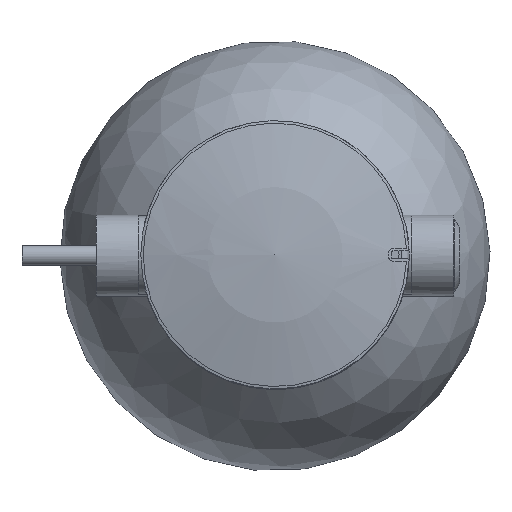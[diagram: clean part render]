
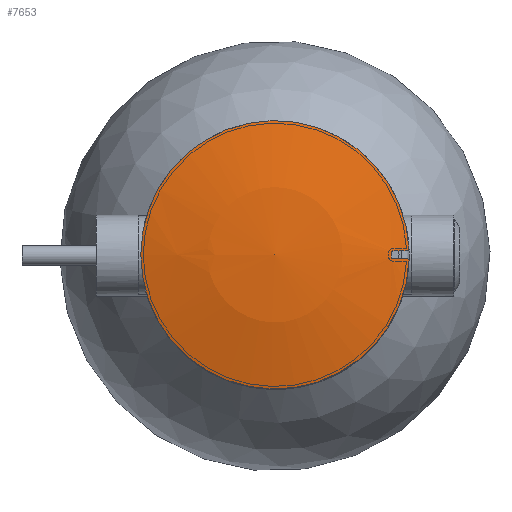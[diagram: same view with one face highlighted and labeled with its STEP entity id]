
A CAD part, top view. The second image highlights one B-rep face of the part: STEP entity #7653.
In plain terms, the highlighted spherical face has radius 1020.71 mm.
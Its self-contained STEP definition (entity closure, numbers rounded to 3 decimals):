
#282=SPHERICAL_SURFACE('',#9795,1020.714);
#357=B_SPLINE_CURVE_WITH_KNOTS('',3,(#15010,#15011,#15012,#15013,#15014),
 .UNSPECIFIED.,.F.,.F.,(4,1,4),(0.,0.002,0.005),
 .UNSPECIFIED.);
#358=B_SPLINE_CURVE_WITH_KNOTS('',3,(#15015,#15016,#15017,#15018,#15019),
 .UNSPECIFIED.,.F.,.F.,(4,1,4),(0.,0.002,0.005),
 .UNSPECIFIED.);
#359=B_SPLINE_CURVE_WITH_KNOTS('',3,(#15023,#15024,#15025,#15026,#15027),
 .UNSPECIFIED.,.F.,.F.,(4,1,4),(0.,0.002,0.005),
 .UNSPECIFIED.);
#360=B_SPLINE_CURVE_WITH_KNOTS('',3,(#15031,#15032,#15033,#15034,#15035),
 .UNSPECIFIED.,.F.,.F.,(4,1,4),(0.,0.002,0.005),
 .UNSPECIFIED.);
#2577=ORIENTED_EDGE('',*,*,#3996,.F.);
#2578=ORIENTED_EDGE('',*,*,#3997,.T.);
#2579=ORIENTED_EDGE('',*,*,#3993,.F.);
#2580=ORIENTED_EDGE('',*,*,#3998,.T.);
#2581=ORIENTED_EDGE('',*,*,#3999,.F.);
#2582=ORIENTED_EDGE('',*,*,#4000,.T.);
#2583=ORIENTED_EDGE('',*,*,#4001,.F.);
#2584=ORIENTED_EDGE('',*,*,#4002,.T.);
#3993=EDGE_CURVE('',#4820,#4821,#5315,.T.);
#3996=EDGE_CURVE('',#4822,#4823,#5316,.F.);
#3997=EDGE_CURVE('',#4822,#4821,#357,.T.);
#3998=EDGE_CURVE('',#4820,#4824,#358,.T.);
#3999=EDGE_CURVE('',#4825,#4824,#5317,.F.);
#4000=EDGE_CURVE('',#4825,#4826,#359,.T.);
#4001=EDGE_CURVE('',#4827,#4826,#5318,.F.);
#4002=EDGE_CURVE('',#4827,#4823,#360,.T.);
#4820=VERTEX_POINT('',#15002);
#4821=VERTEX_POINT('',#15003);
#4822=VERTEX_POINT('',#15008);
#4823=VERTEX_POINT('',#15009);
#4824=VERTEX_POINT('',#15020);
#4825=VERTEX_POINT('',#15022);
#4826=VERTEX_POINT('',#15028);
#4827=VERTEX_POINT('',#15030);
#5315=CIRCLE('',#9794,265.);
#5316=CIRCLE('',#9796,1020.708);
#5317=CIRCLE('',#9797,1020.708);
#5318=CIRCLE('',#9798,994.464);
#5926=EDGE_LOOP('',(#2577,#2578,#2579,#2580,#2581,#2582,#2583,#2584));
#6717=FACE_BOUND('',#5926,.T.);
#7653=ADVANCED_FACE('',(#6717),#282,.T.);
#9794=AXIS2_PLACEMENT_3D('',#15001,#11557,#11558);
#9795=AXIS2_PLACEMENT_3D('',#15006,#11561,#11562);
#9796=AXIS2_PLACEMENT_3D('',#15007,#11563,#11564);
#9797=AXIS2_PLACEMENT_3D('',#15021,#11565,#11566);
#9798=AXIS2_PLACEMENT_3D('',#15029,#11567,#11568);
#11557=DIRECTION('',(0.,0.,-1.));
#11558=DIRECTION('',(-1.,0.,0.));
#11561=DIRECTION('',(0.,0.,-1.));
#11562=DIRECTION('',(-1.,0.,0.));
#11563=DIRECTION('',(-0.017,1.,0.));
#11564=DIRECTION('',(-1.,-0.017,0.));
#11565=DIRECTION('',(-0.017,-1.,0.));
#11566=DIRECTION('',(1.,-0.017,0.));
#11567=DIRECTION('',(-1.,0.,0.));
#11568=DIRECTION('',(0.,0.,1.));
#15001=CARTESIAN_POINT('',(0.,0.,23.635));
#15002=CARTESIAN_POINT('',(264.764,-11.182,23.635));
#15003=CARTESIAN_POINT('',(264.764,11.182,23.635));
#15006=CARTESIAN_POINT('',(0.,0.,-962.079));
#15007=CARTESIAN_POINT('',(-0.061,3.484,-962.079));
#15008=CARTESIAN_POINT('',(261.819,8.055,24.452));
#15009=CARTESIAN_POINT('',(232.948,7.551,31.669));
#15010=CARTESIAN_POINT('',(261.819,8.055,24.452));
#15011=CARTESIAN_POINT('',(262.61,8.069,24.241));
#15012=CARTESIAN_POINT('',(264.158,8.74,23.823));
#15013=CARTESIAN_POINT('',(264.799,10.362,23.635));
#15014=CARTESIAN_POINT('',(264.764,11.182,23.635));
#15015=CARTESIAN_POINT('',(264.764,-11.182,23.635));
#15016=CARTESIAN_POINT('',(264.799,-10.363,23.635));
#15017=CARTESIAN_POINT('',(264.161,-8.743,23.822));
#15018=CARTESIAN_POINT('',(262.61,-8.069,24.242));
#15019=CARTESIAN_POINT('',(261.819,-8.055,24.452));
#15020=CARTESIAN_POINT('',(261.819,-8.055,24.452));
#15021=CARTESIAN_POINT('',(-0.061,-3.484,-962.079));
#15022=CARTESIAN_POINT('',(232.948,-7.551,31.669));
#15023=CARTESIAN_POINT('',(232.948,-7.551,31.669));
#15024=CARTESIAN_POINT('',(232.175,-7.538,31.85));
#15025=CARTESIAN_POINT('',(230.662,-6.896,32.208));
#15026=CARTESIAN_POINT('',(230.,-5.347,32.37));
#15027=CARTESIAN_POINT('',(230.,-4.552,32.374));
#15028=CARTESIAN_POINT('',(230.,-4.552,32.374));
#15029=CARTESIAN_POINT('',(230.,0.,-962.079));
#15030=CARTESIAN_POINT('',(230.,4.552,32.374));
#15031=CARTESIAN_POINT('',(230.,4.552,32.374));
#15032=CARTESIAN_POINT('',(230.,5.346,32.37));
#15033=CARTESIAN_POINT('',(230.659,6.894,32.208));
#15034=CARTESIAN_POINT('',(232.175,7.538,31.85));
#15035=CARTESIAN_POINT('',(232.948,7.551,31.669));
